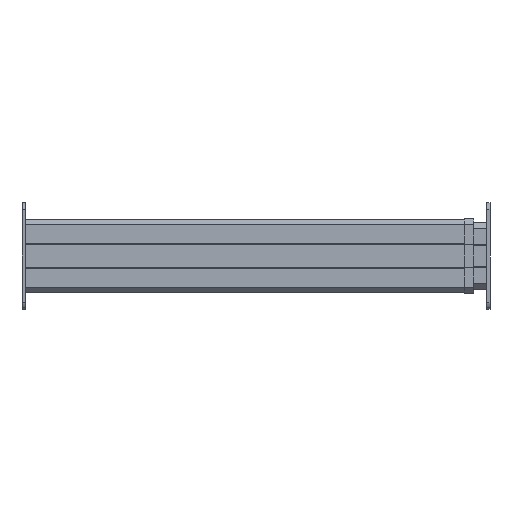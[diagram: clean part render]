
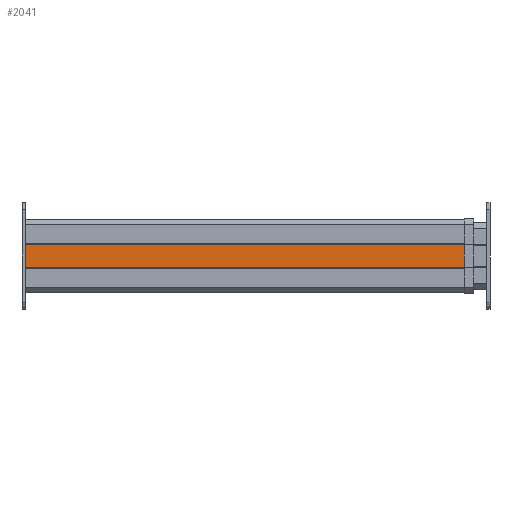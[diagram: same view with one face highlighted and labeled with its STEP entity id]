
A CAD part, left-side view. The second image highlights one B-rep face of the part: STEP entity #2041.
In plain terms, the highlighted planar face has unit normal (-1, 0, 0).
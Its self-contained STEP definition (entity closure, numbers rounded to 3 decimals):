
#81 = CARTESIAN_POINT ( 'NONE',  ( -51.5, 0., -68.207 ) ) ;
#255 = LINE ( 'NONE', #5182, #2003 ) ;
#358 = CARTESIAN_POINT ( 'NONE',  ( -51.5, 0., -34.793 ) ) ;
#435 = ORIENTED_EDGE ( 'NONE', *, *, #8128, .T. ) ;
#720 = VECTOR ( 'NONE', #8784, 1000. ) ;
#781 = VERTEX_POINT ( 'NONE', #358 ) ;
#1091 = VERTEX_POINT ( 'NONE', #6845 ) ;
#1325 = CARTESIAN_POINT ( 'NONE',  ( -51.5, 640., -34.793 ) ) ;
#1536 = DIRECTION ( 'NONE',  ( 0., -1., 0. ) ) ;
#1549 = DIRECTION ( 'NONE',  ( 0., 0., -1. ) ) ;
#1961 = ORIENTED_EDGE ( 'NONE', *, *, #8069, .F. ) ;
#1985 = ORIENTED_EDGE ( 'NONE', *, *, #7818, .F. ) ;
#2003 = VECTOR ( 'NONE', #9567, 1000. ) ;
#2041 = ADVANCED_FACE ( 'NONE', ( #2933 ), #8255, .F. ) ;
#2926 = EDGE_LOOP ( 'NONE', ( #9121, #1985, #1961, #435 ) ) ;
#2933 = FACE_OUTER_BOUND ( 'NONE', #2926, .T. ) ;
#3157 = LINE ( 'NONE', #6513, #5391 ) ;
#4602 = LINE ( 'NONE', #6020, #6827 ) ;
#4796 = EDGE_CURVE ( 'NONE', #5092, #781, #3157, .T. ) ;
#4886 = AXIS2_PLACEMENT_3D ( 'NONE', #5330, #6789, #1549 ) ;
#5092 = VERTEX_POINT ( 'NONE', #81 ) ;
#5182 = CARTESIAN_POINT ( 'NONE',  ( -51.5, 640., -68.207 ) ) ;
#5330 = CARTESIAN_POINT ( 'NONE',  ( -51.5, 640., -34.793 ) ) ;
#5391 = VECTOR ( 'NONE', #7251, 1000. ) ;
#5506 = CARTESIAN_POINT ( 'NONE',  ( -51.5, 640., -68.207 ) ) ;
#5942 = VERTEX_POINT ( 'NONE', #5506 ) ;
#6020 = CARTESIAN_POINT ( 'NONE',  ( -51.5, 640., -34.793 ) ) ;
#6513 = CARTESIAN_POINT ( 'NONE',  ( -51.5, 0., -34.793 ) ) ;
#6702 = LINE ( 'NONE', #1325, #720 ) ;
#6789 = DIRECTION ( 'NONE',  ( 1., 0., 0. ) ) ;
#6827 = VECTOR ( 'NONE', #1536, 1000. ) ;
#6845 = CARTESIAN_POINT ( 'NONE',  ( -51.5, 640., -34.793 ) ) ;
#7251 = DIRECTION ( 'NONE',  ( 0., 0., 1. ) ) ;
#7818 = EDGE_CURVE ( 'NONE', #1091, #781, #4602, .T. ) ;
#8069 = EDGE_CURVE ( 'NONE', #5942, #1091, #6702, .T. ) ;
#8128 = EDGE_CURVE ( 'NONE', #5942, #5092, #255, .T. ) ;
#8255 = PLANE ( 'NONE',  #4886 ) ;
#8784 = DIRECTION ( 'NONE',  ( 0., 0., 1. ) ) ;
#9121 = ORIENTED_EDGE ( 'NONE', *, *, #4796, .T. ) ;
#9567 = DIRECTION ( 'NONE',  ( 0., -1., 0. ) ) ;
